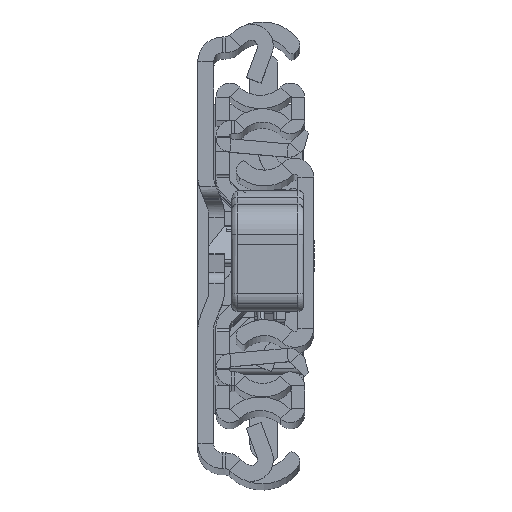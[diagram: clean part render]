
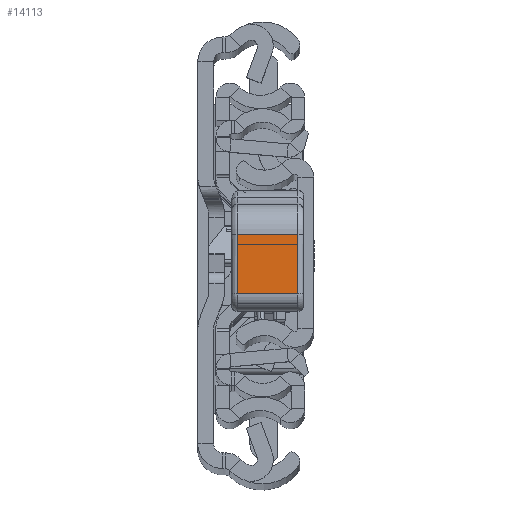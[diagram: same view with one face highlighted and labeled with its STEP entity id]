
A CAD part, top view. The second image highlights one B-rep face of the part: STEP entity #14113.
In plain terms, the highlighted face is planar.
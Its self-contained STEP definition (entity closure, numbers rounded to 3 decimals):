
#463 = DIRECTION ( 'NONE',  ( -0.027, -1., 0. ) ) ;
#549 = ORIENTED_EDGE ( 'NONE', *, *, #15812, .T. ) ;
#978 = FACE_OUTER_BOUND ( 'NONE', #5669, .T. ) ;
#2287 = AXIS2_PLACEMENT_3D ( 'NONE', #8955, #24623, #463 ) ;
#3409 = DIRECTION ( 'NONE',  ( -0.027, -1., 0. ) ) ;
#4805 = LINE ( 'NONE', #17877, #6992 ) ;
#4862 = CARTESIAN_POINT ( 'NONE',  ( 39.55, -12.274, 0. ) ) ;
#5390 = LINE ( 'NONE', #32537, #31942 ) ;
#5669 = EDGE_LOOP ( 'NONE', ( #549, #6388, #31029, #25680 ) ) ;
#6310 = CARTESIAN_POINT ( 'NONE',  ( 39.55, -12.274, 10. ) ) ;
#6388 = ORIENTED_EDGE ( 'NONE', *, *, #16870, .T. ) ;
#6992 = VECTOR ( 'NONE', #31429, 1000. ) ;
#8791 = VERTEX_POINT ( 'NONE', #6310 ) ;
#8955 = CARTESIAN_POINT ( 'NONE',  ( 39.55, -12.274, 11. ) ) ;
#9924 = DIRECTION ( 'NONE',  ( 0., 0., -1. ) ) ;
#11199 = CARTESIAN_POINT ( 'NONE',  ( 39.818, -2.465, 10. ) ) ;
#11986 = VECTOR ( 'NONE', #28837, 1000. ) ;
#14113 = ADVANCED_FACE ( 'NONE', ( #978 ), #17064, .F. ) ;
#15812 = EDGE_CURVE ( 'NONE', #8791, #27054, #33177, .T. ) ;
#16870 = EDGE_CURVE ( 'NONE', #27054, #25350, #33799, .T. ) ;
#17064 = PLANE ( 'NONE',  #2287 ) ;
#17877 = CARTESIAN_POINT ( 'NONE',  ( 39.818, -2.465, 11. ) ) ;
#19281 = CARTESIAN_POINT ( 'NONE',  ( 39.818, -2.465, 0. ) ) ;
#19581 = EDGE_CURVE ( 'NONE', #19652, #8791, #5390, .T. ) ;
#19652 = VERTEX_POINT ( 'NONE', #11199 ) ;
#23281 = CARTESIAN_POINT ( 'NONE',  ( 39.55, -12.274, 11. ) ) ;
#24312 = VECTOR ( 'NONE', #9924, 1000. ) ;
#24623 = DIRECTION ( 'NONE',  ( -1., 0.027, 0. ) ) ;
#25350 = VERTEX_POINT ( 'NONE', #19281 ) ;
#25680 = ORIENTED_EDGE ( 'NONE', *, *, #19581, .T. ) ;
#27054 = VERTEX_POINT ( 'NONE', #34557 ) ;
#28181 = EDGE_CURVE ( 'NONE', #25350, #19652, #4805, .T. ) ;
#28837 = DIRECTION ( 'NONE',  ( 0.027, 1., 0. ) ) ;
#31029 = ORIENTED_EDGE ( 'NONE', *, *, #28181, .T. ) ;
#31429 = DIRECTION ( 'NONE',  ( 0., 0., 1. ) ) ;
#31942 = VECTOR ( 'NONE', #3409, 1000. ) ;
#32537 = CARTESIAN_POINT ( 'NONE',  ( 39.55, -12.274, 10. ) ) ;
#33177 = LINE ( 'NONE', #23281, #24312 ) ;
#33799 = LINE ( 'NONE', #4862, #11986 ) ;
#34557 = CARTESIAN_POINT ( 'NONE',  ( 39.55, -12.274, 0. ) ) ;
